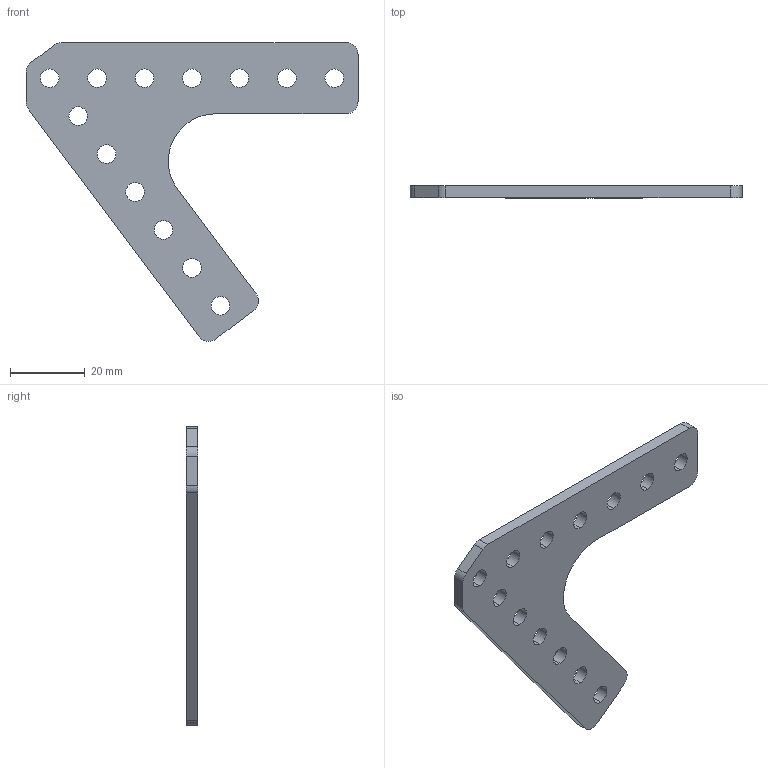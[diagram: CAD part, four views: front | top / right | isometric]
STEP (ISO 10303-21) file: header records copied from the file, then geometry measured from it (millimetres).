
FILE_DESCRIPTION (( 'STEP AP203' ), '1' );
FILE_NAME ('am-5453 0.5IN 3-4-5 Steep Internal Gusset.STEP', '2024-11-14T13:31:18', ( '' ), ( '' ), 'SwSTEP 2.0', 'SolidWorks 2024', '' );
FILE_SCHEMA (( 'CONFIG_CONTROL_DESIGN' ));
Length unit declared in the file: inch
Products named in the file (1): am-5453 0.5IN 3-4-5 Steep Internal Gusset
Bounding box: 88.9 x 3.17 x 80.01 mm (x, y, z)
Volume: 9183.5 mm3; surface area: 7442.1 mm2
Topology: 1 solids, 1 shells, 45 faces, 129 edges, 86 vertices
Faces by surface type: cylinder 35, plane 10
Entity records: 1644 total; most frequent: DIRECTION 291, CARTESIAN_POINT 261, ORIENTED_EDGE 258, EDGE_CURVE 129, AXIS2_PLACEMENT_3D 116, VERTEX_POINT 86, EDGE_LOOP 71, CIRCLE 70
